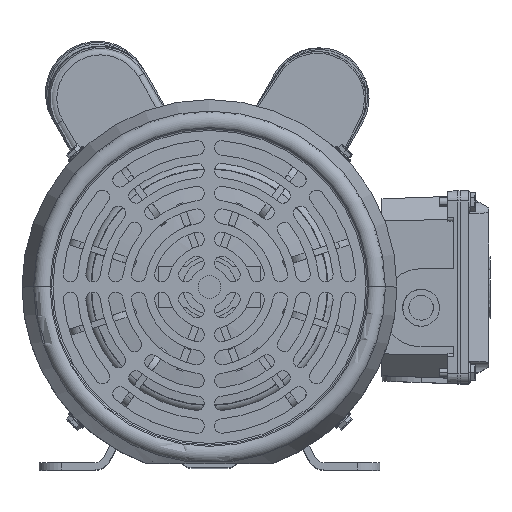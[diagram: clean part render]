
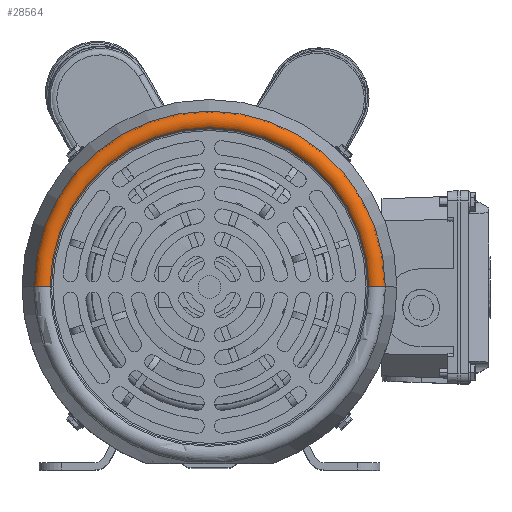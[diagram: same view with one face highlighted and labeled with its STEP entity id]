
A CAD part, top view. The second image highlights one B-rep face of the part: STEP entity #28564.
In plain terms, the highlighted toroidal (fillet/blend) face has major radius 80.885 mm and minor radius 5 mm.
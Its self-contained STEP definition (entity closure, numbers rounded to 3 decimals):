
#7500 = CIRCLE ( 'NONE', #50313, 5. ) ;
#13893 = DIRECTION ( 'NONE',  ( -1., 0., 0. ) ) ;
#14433 = AXIS2_PLACEMENT_3D ( 'NONE', #68243, #17265, #76777 ) ;
#14459 = EDGE_CURVE ( 'NONE', #69756, #16693, #35888, .T. ) ;
#14646 = CARTESIAN_POINT ( 'NONE',  ( 85.64, 0., 73.545 ) ) ;
#16693 = VERTEX_POINT ( 'NONE', #90966 ) ;
#17265 = DIRECTION ( 'NONE',  ( 0., 1., 0. ) ) ;
#19534 = CARTESIAN_POINT ( 'NONE',  ( 0., 0., 75.167 ) ) ;
#22761 = EDGE_CURVE ( 'NONE', #69756, #44108, #7500, .T. ) ;
#25382 = AXIS2_PLACEMENT_3D ( 'NONE', #37782, #97399, #46359 ) ;
#28061 = DIRECTION ( 'NONE',  ( -1., 0., 0. ) ) ;
#28564 = ADVANCED_FACE ( 'NONE', ( #78414 ), #33097, .T. ) ;
#28873 = ORIENTED_EDGE ( 'NONE', *, *, #14459, .T. ) ;
#29461 = ORIENTED_EDGE ( 'NONE', *, *, #22761, .F. ) ;
#33097 = TOROIDAL_SURFACE ( 'NONE', #68598, 80.885, 5. ) ;
#34487 = VERTEX_POINT ( 'NONE', #14646 ) ;
#35888 = CIRCLE ( 'NONE', #109663, 77.016 ) ;
#37782 = CARTESIAN_POINT ( 'NONE',  ( 0., 0., 73.545 ) ) ;
#37803 = DIRECTION ( 'NONE',  ( 0., -1., 0. ) ) ;
#42078 = EDGE_LOOP ( 'NONE', ( #28873, #49461, #78915, #29461 ) ) ;
#44108 = VERTEX_POINT ( 'NONE', #49784 ) ;
#44377 = EDGE_CURVE ( 'NONE', #44108, #34487, #59824, .T. ) ;
#44776 = CIRCLE ( 'NONE', #14433, 5. ) ;
#46359 = DIRECTION ( 'NONE',  ( -1., 0., 0. ) ) ;
#49461 = ORIENTED_EDGE ( 'NONE', *, *, #90367, .T. ) ;
#49784 = CARTESIAN_POINT ( 'NONE',  ( -85.64, 0., 73.545 ) ) ;
#50313 = AXIS2_PLACEMENT_3D ( 'NONE', #88779, #37803, #97413 ) ;
#59824 = CIRCLE ( 'NONE', #25382, 85.64 ) ;
#64863 = CARTESIAN_POINT ( 'NONE',  ( 0., 0., 72. ) ) ;
#68243 = CARTESIAN_POINT ( 'NONE',  ( 80.885, 0., 72. ) ) ;
#68598 = AXIS2_PLACEMENT_3D ( 'NONE', #64863, #106930, #13893 ) ;
#69756 = VERTEX_POINT ( 'NONE', #89548 ) ;
#76777 = DIRECTION ( 'NONE',  ( -1., 0., 0. ) ) ;
#78414 = FACE_OUTER_BOUND ( 'NONE', #42078, .T. ) ;
#78915 = ORIENTED_EDGE ( 'NONE', *, *, #44377, .F. ) ;
#79046 = DIRECTION ( 'NONE',  ( 0., 0., -1. ) ) ;
#88779 = CARTESIAN_POINT ( 'NONE',  ( -80.885, 0., 72. ) ) ;
#89548 = CARTESIAN_POINT ( 'NONE',  ( -77.016, 0., 75.167 ) ) ;
#90367 = EDGE_CURVE ( 'NONE', #16693, #34487, #44776, .T. ) ;
#90966 = CARTESIAN_POINT ( 'NONE',  ( 77.016, 0., 75.167 ) ) ;
#97399 = DIRECTION ( 'NONE',  ( 0., 0., -1. ) ) ;
#97413 = DIRECTION ( 'NONE',  ( 0., 0., -1. ) ) ;
#106930 = DIRECTION ( 'NONE',  ( 0., 0., -1. ) ) ;
#109663 = AXIS2_PLACEMENT_3D ( 'NONE', #19534, #79046, #28061 ) ;
